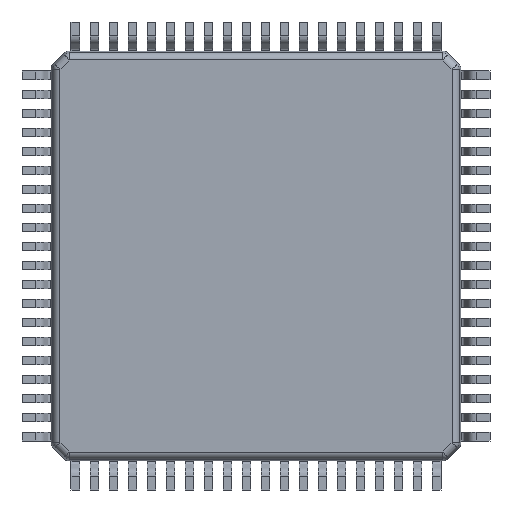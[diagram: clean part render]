
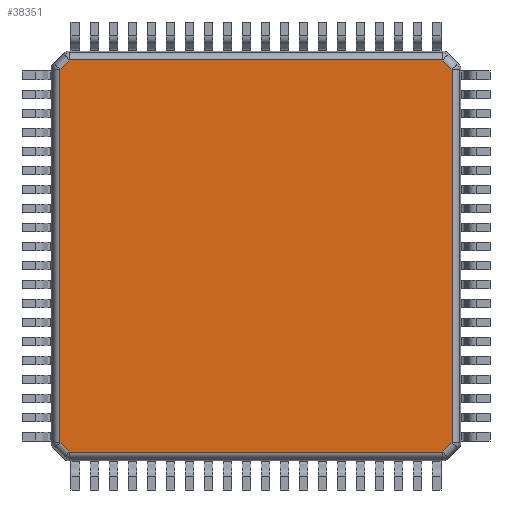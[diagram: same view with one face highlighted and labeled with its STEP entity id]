
A CAD part, front view. The second image highlights one B-rep face of the part: STEP entity #38351.
In plain terms, the highlighted planar face has unit normal (0, -1, 0).
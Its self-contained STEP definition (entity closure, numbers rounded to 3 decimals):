
#38280 = CARTESIAN_POINT ( 'NONE',  ( -6.701, 0.05, 6.376 ) ) ;
#38281 = VERTEX_POINT ( 'NONE', #38280 ) ;
#38282 = CARTESIAN_POINT ( 'NONE',  ( -6.701, 0.05, -6.376 ) ) ;
#38283 = VERTEX_POINT ( 'NONE', #38282 ) ;
#38284 = CARTESIAN_POINT ( 'NONE',  ( -6.701, 0.05, 0. ) ) ;
#38285 = DIRECTION ( 'NONE',  ( 0., 0., -1. ) ) ;
#38286 = VECTOR ( 'NONE', #38285, 1000. ) ;
#38287 = LINE ( 'NONE', #38284, #38286 ) ;
#38288 = EDGE_CURVE ( 'NONE', #38281, #38283, #38287, .T. ) ;
#38289 = ORIENTED_EDGE ( 'NONE', *, *, #38288, .T. ) ;
#38290 = CARTESIAN_POINT ( 'NONE',  ( -6.376, 0.05, -6.701 ) ) ;
#38291 = VERTEX_POINT ( 'NONE', #38290 ) ;
#38292 = CARTESIAN_POINT ( 'NONE',  ( -6.539, 0.05, -6.539 ) ) ;
#38293 = DIRECTION ( 'NONE',  ( 0.707, 0., -0.707 ) ) ;
#38294 = VECTOR ( 'NONE', #38293, 1000. ) ;
#38295 = LINE ( 'NONE', #38292, #38294 ) ;
#38296 = EDGE_CURVE ( 'NONE', #38283, #38291, #38295, .T. ) ;
#38297 = ORIENTED_EDGE ( 'NONE', *, *, #38296, .T. ) ;
#38298 = CARTESIAN_POINT ( 'NONE',  ( 6.376, 0.05, -6.701 ) ) ;
#38299 = VERTEX_POINT ( 'NONE', #38298 ) ;
#38300 = CARTESIAN_POINT ( 'NONE',  ( 0., 0.05, -6.701 ) ) ;
#38301 = DIRECTION ( 'NONE',  ( 1., 0., 0. ) ) ;
#38302 = VECTOR ( 'NONE', #38301, 1000. ) ;
#38303 = LINE ( 'NONE', #38300, #38302 ) ;
#38304 = EDGE_CURVE ( 'NONE', #38291, #38299, #38303, .T. ) ;
#38305 = ORIENTED_EDGE ( 'NONE', *, *, #38304, .T. ) ;
#38306 = CARTESIAN_POINT ( 'NONE',  ( 6.701, 0.05, -6.376 ) ) ;
#38307 = VERTEX_POINT ( 'NONE', #38306 ) ;
#38308 = CARTESIAN_POINT ( 'NONE',  ( 6.539, 0.05, -6.539 ) ) ;
#38309 = DIRECTION ( 'NONE',  ( 0.707, 0., 0.707 ) ) ;
#38310 = VECTOR ( 'NONE', #38309, 1000. ) ;
#38311 = LINE ( 'NONE', #38308, #38310 ) ;
#38312 = EDGE_CURVE ( 'NONE', #38299, #38307, #38311, .T. ) ;
#38313 = ORIENTED_EDGE ( 'NONE', *, *, #38312, .T. ) ;
#38314 = CARTESIAN_POINT ( 'NONE',  ( 6.701, 0.05, 6.376 ) ) ;
#38315 = VERTEX_POINT ( 'NONE', #38314 ) ;
#38316 = CARTESIAN_POINT ( 'NONE',  ( 6.701, 0.05, 0. ) ) ;
#38317 = DIRECTION ( 'NONE',  ( 0., 0., 1. ) ) ;
#38318 = VECTOR ( 'NONE', #38317, 1000. ) ;
#38319 = LINE ( 'NONE', #38316, #38318 ) ;
#38320 = EDGE_CURVE ( 'NONE', #38307, #38315, #38319, .T. ) ;
#38321 = ORIENTED_EDGE ( 'NONE', *, *, #38320, .T. ) ;
#38322 = CARTESIAN_POINT ( 'NONE',  ( 6.376, 0.05, 6.701 ) ) ;
#38323 = VERTEX_POINT ( 'NONE', #38322 ) ;
#38324 = CARTESIAN_POINT ( 'NONE',  ( 6.539, 0.05, 6.539 ) ) ;
#38325 = DIRECTION ( 'NONE',  ( -0.707, 0., 0.707 ) ) ;
#38326 = VECTOR ( 'NONE', #38325, 1000. ) ;
#38327 = LINE ( 'NONE', #38324, #38326 ) ;
#38328 = EDGE_CURVE ( 'NONE', #38315, #38323, #38327, .T. ) ;
#38329 = ORIENTED_EDGE ( 'NONE', *, *, #38328, .T. ) ;
#38330 = CARTESIAN_POINT ( 'NONE',  ( -6.376, 0.05, 6.701 ) ) ;
#38331 = VERTEX_POINT ( 'NONE', #38330 ) ;
#38332 = CARTESIAN_POINT ( 'NONE',  ( 0., 0.05, 6.701 ) ) ;
#38333 = DIRECTION ( 'NONE',  ( -1., 0., 0. ) ) ;
#38334 = VECTOR ( 'NONE', #38333, 1000. ) ;
#38335 = LINE ( 'NONE', #38332, #38334 ) ;
#38336 = EDGE_CURVE ( 'NONE', #38323, #38331, #38335, .T. ) ;
#38337 = ORIENTED_EDGE ( 'NONE', *, *, #38336, .T. ) ;
#38338 = CARTESIAN_POINT ( 'NONE',  ( -6.539, 0.05, 6.539 ) ) ;
#38339 = DIRECTION ( 'NONE',  ( -0.707, 0., -0.707 ) ) ;
#38340 = VECTOR ( 'NONE', #38339, 1000. ) ;
#38341 = LINE ( 'NONE', #38338, #38340 ) ;
#38342 = EDGE_CURVE ( 'NONE', #38331, #38281, #38341, .T. ) ;
#38343 = ORIENTED_EDGE ( 'NONE', *, *, #38342, .T. ) ;
#38344 = EDGE_LOOP ( 'NONE', ( #38289, #38297, #38305, #38313, #38321, #38329, #38337, #38343 ) ) ;
#38345 = FACE_OUTER_BOUND ( 'NONE', #38344, .T. ) ;
#38346 = CARTESIAN_POINT ( 'NONE',  ( 0., 0.05, 0. ) ) ;
#38347 = DIRECTION ( 'NONE',  ( 0., -1., 0. ) ) ;
#38348 = DIRECTION ( 'NONE',  ( 0., 0., -1. ) ) ;
#38349 = AXIS2_PLACEMENT_3D ( 'NONE', #38346, #38347, #38348 ) ;
#38350 = PLANE ( 'NONE', #38349 ) ;
#38351 = ADVANCED_FACE ( 'NONE', ( #38345 ), #38350, .T. ) ;
